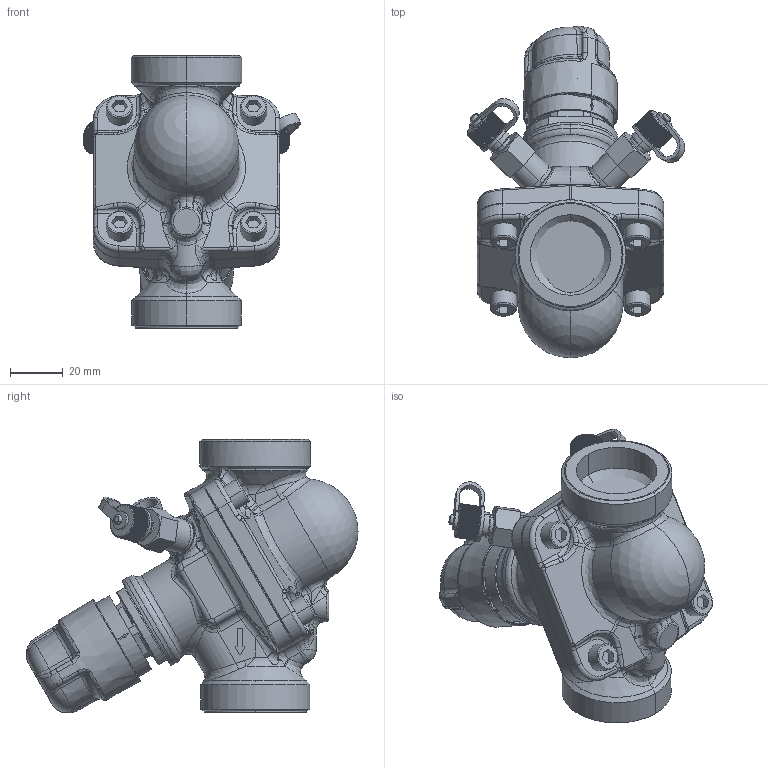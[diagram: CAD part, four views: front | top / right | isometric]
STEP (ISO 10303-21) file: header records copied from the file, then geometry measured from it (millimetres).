
FILE_DESCRIPTION((''),'2;1');
FILE_NAME('003Z1214_ASM','2015-05-08T',('u317927'),('Danfoss'),'PRO/ENGINEER BY PARAMETRIC TECHNOLOGY CORPORATION, 2014000','PRO/ENGINEER BY PARAMETRIC TECHNOLOGY CORPORATION, 2014000','');
FILE_SCHEMA(('CONFIG_CONTROL_DESIGN'));
Length unit declared in the file: millimetre
Products named in the file (20): 8906614_AF0; 8906434_ASM; 8906294_ASM; 51340060; 8906669; D3-STIFT-32_ASM; 8906227; 8906149_ASM; 8906540; 8906550; 8906500_ASM; 8901337; 08-TWPLUGH; 08-TWLOCK; 08-TWGASKET; 8901338; 08-TWINLOK_HIGH_ASM; 8901339; 08-TWINLOK_LOW_ASM; 003Z1214_ASM
Assembly tree (26 placements, depth 3):
  003Z1214_ASM
    8906614_AF0
    8906434_ASM
    8906294_ASM
    51340060  x4
    8906669
    8906149_ASM
      D3-STIFT-32_ASM
      8906227
    8906500_ASM
      8906540
      8906550
    08-TWINLOK_HIGH_ASM
      8901337
      08-TWPLUGH
      08-TWLOCK
      08-TWGASKET
      8901338
    08-TWINLOK_LOW_ASM
      8901337
      08-TWPLUGH
      08-TWLOCK
      08-TWGASKET
      8901339
Bounding box: 82.94 x 126.49 x 104.31 mm (x, y, z)
Volume: 148343.7 mm3; surface area: 95243 mm2
Topology: 21 solids, 41 shells, 2861 faces, 7522 edges, 4786 vertices
Faces by surface type: plane 1217, cylinder 706, bspline 402, cone 254, torus 128, extrusion 118, sphere 36
Entity records: 115969 total; most frequent: CARTESIAN_POINT 52190, ORIENTED_EDGE 14406, DIRECTION 11572, EDGE_CURVE 7234, VERTEX_POINT 4614, AXIS2_PLACEMENT_3D 4241, VECTOR 3090, LINE 2972
